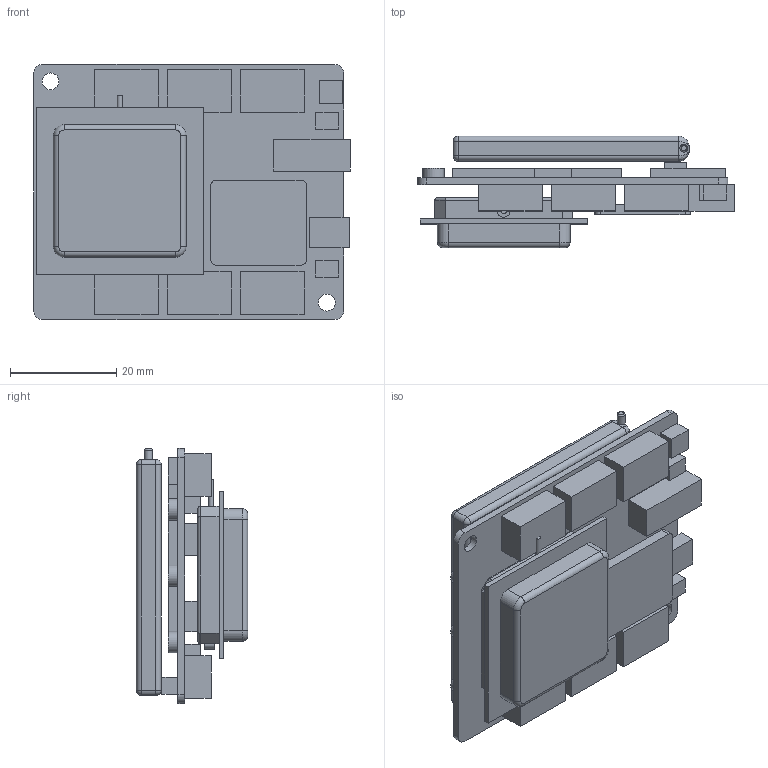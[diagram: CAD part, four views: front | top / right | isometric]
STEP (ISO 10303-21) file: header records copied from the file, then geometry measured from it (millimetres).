
FILE_DESCRIPTION(('FreeCAD Model'),'2;1');
FILE_NAME('assembly_parts.step' ,'2019-05-11T17:45:03',('Author'),(''), 'Open CASCADE STEP processor 7.3','FreeCAD','Unknown');
FILE_SCHEMA(('AUTOMOTIVE_DESIGN { 1 0 10303 214 1 1 1 1 }'));
Length unit declared in the file: millimetre
Products named in the file (4): Wio-LTE-board_001; GPS-a_001; acc-gyro_001; li-battery_001
Bounding box: 59.75 x 21.01 x 48.1 mm (x, y, z)
Volume: 25469.8 mm3; surface area: 16225.3 mm2
Topology: 4 solids, 4 shells, 179 faces, 413 edges, 255 vertices
Faces by surface type: plane 122, cylinder 44, torus 5, bspline 4, sphere 4
Full cylindrical faces by diameter (mm): 1 x1, 1.5 x1, 2.378 x1, 3.2 x2, 4.023 x3
Entity records: 12131 total; most frequent: CARTESIAN_POINT 2520, DIRECTION 1552, LINE 1019, VECTOR 1019, ORIENTED_EDGE 810, PCURVE 810, DEFINITIONAL_REPRESENTATION 810, EDGE_CURVE 405
